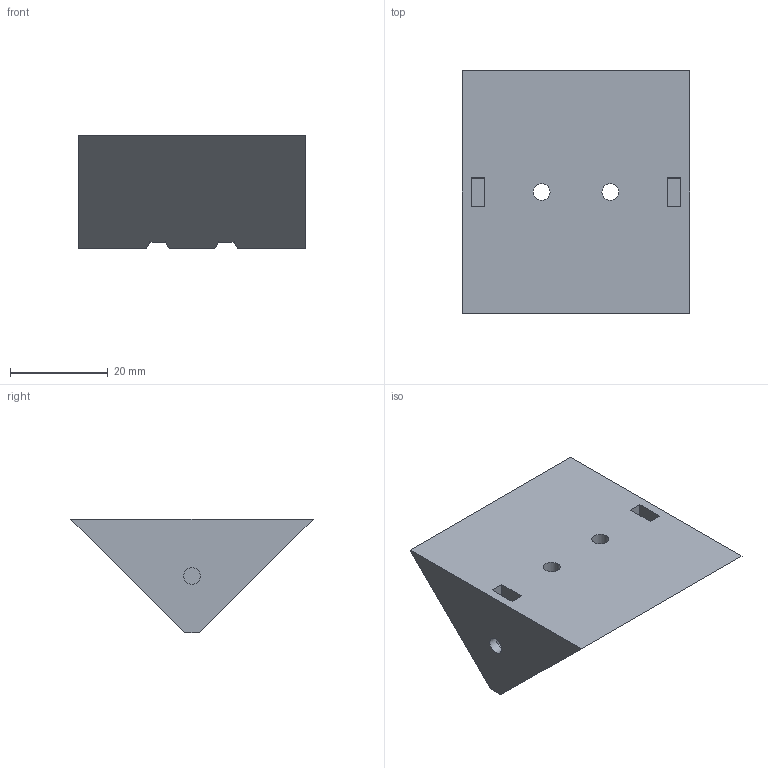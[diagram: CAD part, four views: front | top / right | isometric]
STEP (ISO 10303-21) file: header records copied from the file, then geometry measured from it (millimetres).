
FILE_DESCRIPTION(('Open CASCADE Model'),'2;1');
FILE_NAME('Open CASCADE Shape Model','2023-08-03T14:21:11',('Author'),( 'Open CASCADE'),'Open CASCADE STEP processor 7.7','Open CASCADE 7.7' ,'Unknown');
FILE_SCHEMA(('AUTOMOTIVE_DESIGN { 1 0 10303 214 1 1 1 1 }'));
Length unit declared in the file: millimetre
Products named in the file (1): Open CASCADE STEP translator 7.7 4
Bounding box: 46.5 x 49.5 x 23.12 mm (x, y, z)
Volume: 26485.4 mm3; surface area: 8125.2 mm2
Topology: 1 solids, 1 shells, 40 faces, 102 edges, 68 vertices
Faces by surface type: plane 32, cylinder 6, bspline 2
Full cylindrical faces by diameter (mm): 3.4 x6
Entity records: 2620 total; most frequent: CARTESIAN_POINT 575, DIRECTION 356, LINE 248, VECTOR 248, ORIENTED_EDGE 204, PCURVE 204, DEFINITIONAL_REPRESENTATION 204, EDGE_CURVE 102
